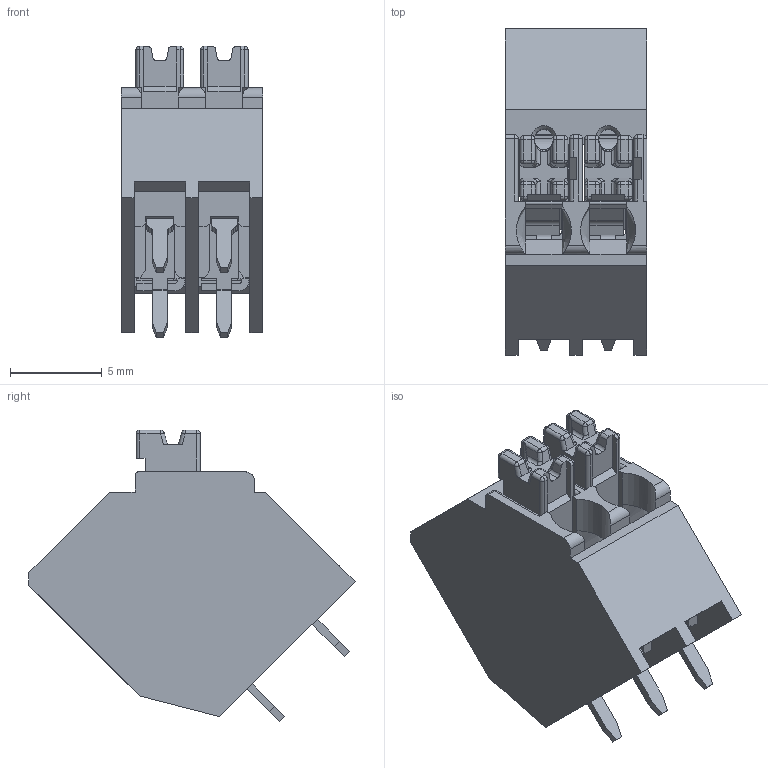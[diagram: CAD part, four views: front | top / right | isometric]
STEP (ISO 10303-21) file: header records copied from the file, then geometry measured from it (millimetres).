
FILE_DESCRIPTION(/* description */ ('Unknown'),/* implementation_level */ '2;1');
FILE_NAME(/* name */ '691810120002',/* time_stamp */ '2021-10-06T14:43:03+02:00',/* author */ ('Unknown'),/* organization */ ('Unknown'),/* preprocessor_version */ 'ST-DEVELOPER v16.7',/* originating_system */ 'Solid Edge',/* authorisation */ 'Unknown');
FILE_SCHEMA (('AUTOMOTIVE_DESIGN {1 0 10303 214 3 1 1}'));
Length unit declared in the file: millimetre
Products named in the file (5): 6918101200xx; 691410120002; 6918101200xx_SolderPin; 6914101000xx_SpringClamp; 6914101000xx_Lever
Assembly tree (7 placements, depth 2):
  6918101200xx
    691410120002
    6918101200xx_SolderPin  x2
    6914101000xx_SpringClamp  x2
    6914101000xx_Lever  x2
Bounding box: 7.7 x 17.75 x 15.88 mm (x, y, z)
Volume: 585.2 mm3; surface area: 1980.1 mm2
Topology: 7 solids, 7 shells, 769 faces, 2117 edges, 1325 vertices
Faces by surface type: plane 478, cylinder 220, sphere 33, bspline 28, torus 8, cone 2
Entity records: 15715 total; most frequent: CARTESIAN_POINT 3053, ORIENTED_EDGE 2688, DIRECTION 2534, EDGE_CURVE 1344, LINE 1044, VECTOR 1044, VERTEX_POINT 857, AXIS2_PLACEMENT_3D 745
